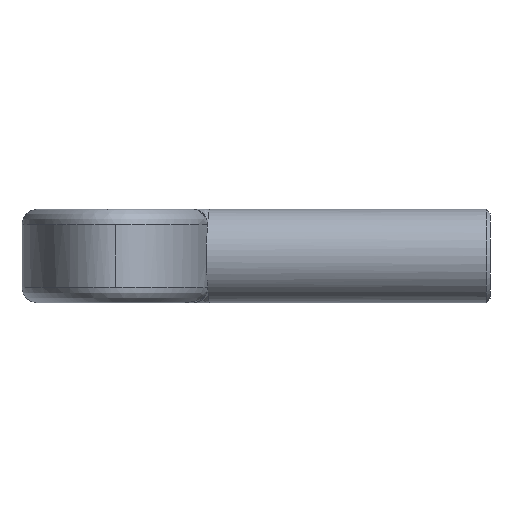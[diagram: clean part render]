
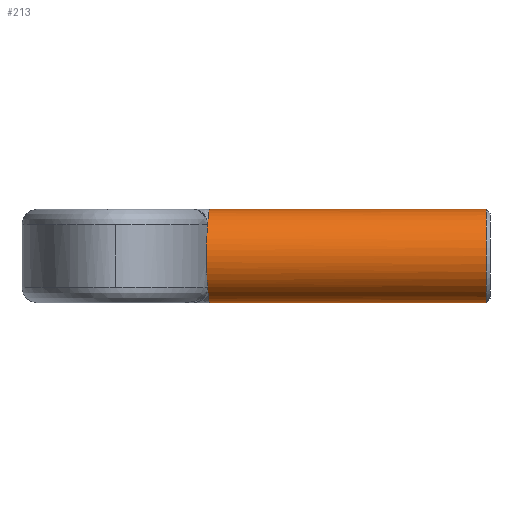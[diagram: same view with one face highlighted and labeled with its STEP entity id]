
A CAD part, front view. The second image highlights one B-rep face of the part: STEP entity #213.
In plain terms, the highlighted cylindrical face has radius 3 mm (diameter 6 mm), a partial arc.
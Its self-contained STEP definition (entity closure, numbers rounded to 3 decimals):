
#5 = B_SPLINE_CURVE_WITH_KNOTS ( 'NONE', 3,
 ( #1282, #363, #232, #210, #1345, #1017, #316, #1025, #661, #13, #1328, #999, #1213, #332, #668, #1111 ),
 .UNSPECIFIED., .F., .F.,
 ( 4, 2, 2, 2, 2, 2, 2, 4 ),
 ( 0.003, 0.004, 0.004, 0.005, 0.005, 0.006, 0.006, 0.007 ),
 .UNSPECIFIED. ) ;
#13 = CARTESIAN_POINT ( 'NONE',  ( 5.82, -2.917, -0.726 ) ) ;
#59 = DIRECTION ( 'NONE',  ( -1., 0., 0. ) ) ;
#61 = CARTESIAN_POINT ( 'NONE',  ( 5.947, -1.599, 2.547 ) ) ;
#68 = CARTESIAN_POINT ( 'NONE',  ( 5.986, -0.833, -2.89 ) ) ;
#138 = VERTEX_POINT ( 'NONE', #1204 ) ;
#150 = CARTESIAN_POINT ( 'NONE',  ( 5.978, -1.035, 2.824 ) ) ;
#154 = CARTESIAN_POINT ( 'NONE',  ( 6., -0.21, -3. ) ) ;
#158 = CARTESIAN_POINT ( 'NONE',  ( 24., 0., 3. ) ) ;
#167 = CARTESIAN_POINT ( 'NONE',  ( 5.947, -1.601, -2.546 ) ) ;
#201 = VERTEX_POINT ( 'NONE', #1292 ) ;
#210 = CARTESIAN_POINT ( 'NONE',  ( 5.826, -2.867, 0.902 ) ) ;
#213 = ADVANCED_FACE ( 'NONE', ( #992 ), #872, .T. ) ;
#232 = CARTESIAN_POINT ( 'NONE',  ( 5.85, -2.672, 1.411 ) ) ;
#273 = CARTESIAN_POINT ( 'NONE',  ( 6., -0.213, 3. ) ) ;
#293 = AXIS2_PLACEMENT_3D ( 'NONE', #347, #798, #1023 ) ;
#301 = CARTESIAN_POINT ( 'NONE',  ( 24., 0., 0. ) ) ;
#316 = CARTESIAN_POINT ( 'NONE',  ( 5.809, -3., 0.182 ) ) ;
#332 = CARTESIAN_POINT ( 'NONE',  ( 5.872, -2.466, -1.718 ) ) ;
#347 = CARTESIAN_POINT ( 'NONE',  ( 23.75, 0., 0. ) ) ;
#363 = CARTESIAN_POINT ( 'NONE',  ( 5.872, -2.478, 1.73 ) ) ;
#382 = CARTESIAN_POINT ( 'NONE',  ( 5.959, -1.418, 2.652 ) ) ;
#390 = CARTESIAN_POINT ( 'NONE',  ( 5.959, -1.418, -2.652 ) ) ;
#395 = VECTOR ( 'NONE', #1103, 1000. ) ;
#413 = EDGE_CURVE ( 'NONE', #485, #138, #716, .T. ) ;
#415 = VERTEX_POINT ( 'NONE', #1278 ) ;
#456 = CARTESIAN_POINT ( 'NONE',  ( 24., 0., -3. ) ) ;
#482 = EDGE_CURVE ( 'NONE', #201, #415, #1157, .T. ) ;
#485 = VERTEX_POINT ( 'NONE', #537 ) ;
#490 = CARTESIAN_POINT ( 'NONE',  ( 6., 0., -3. ) ) ;
#534 = ORIENTED_EDGE ( 'NONE', *, *, #1209, .F. ) ;
#537 = CARTESIAN_POINT ( 'NONE',  ( 5.895, -2.236, -2. ) ) ;
#542 = EDGE_CURVE ( 'NONE', #682, #782, #1372, .T. ) ;
#628 = CARTESIAN_POINT ( 'NONE',  ( 5.997, -0.421, 2.978 ) ) ;
#646 = ORIENTED_EDGE ( 'NONE', *, *, #542, .T. ) ;
#654 = DIRECTION ( 'NONE',  ( -1., 0., 0. ) ) ;
#661 = CARTESIAN_POINT ( 'NONE',  ( 5.812, -2.983, -0.366 ) ) ;
#668 = CARTESIAN_POINT ( 'NONE',  ( 5.883, -2.358, -1.864 ) ) ;
#678 = EDGE_CURVE ( 'NONE', #782, #201, #1060, .T. ) ;
#682 = VERTEX_POINT ( 'NONE', #739 ) ;
#709 = ORIENTED_EDGE ( 'NONE', *, *, #482, .T. ) ;
#716 = B_SPLINE_CURVE_WITH_KNOTS ( 'NONE', 3,
 ( #850, #1160, #1155, #167, #390, #1389, #68, #845, #154, #490 ),
 .UNSPECIFIED., .F., .F.,
 ( 4, 2, 2, 2, 4 ),
 ( 0.007, 0.008, 0.008, 0.009, 0.009 ),
 .UNSPECIFIED. ) ;
#735 = CARTESIAN_POINT ( 'NONE',  ( 5.922, -1.94, 2.298 ) ) ;
#739 = CARTESIAN_POINT ( 'NONE',  ( 23.75, 0., -3. ) ) ;
#782 = VERTEX_POINT ( 'NONE', #834 ) ;
#788 = ORIENTED_EDGE ( 'NONE', *, *, #678, .T. ) ;
#798 = DIRECTION ( 'NONE',  ( -1., 0., 0. ) ) ;
#824 = AXIS2_PLACEMENT_3D ( 'NONE', #301, #654, #1093 ) ;
#834 = CARTESIAN_POINT ( 'NONE',  ( 23.75, 0., 3. ) ) ;
#845 = CARTESIAN_POINT ( 'NONE',  ( 5.997, -0.423, -2.977 ) ) ;
#850 = CARTESIAN_POINT ( 'NONE',  ( 5.895, -2.236, -2. ) ) ;
#872 = CYLINDRICAL_SURFACE ( 'NONE', #824, 3. ) ;
#881 = LINE ( 'NONE', #456, #395 ) ;
#957 = CARTESIAN_POINT ( 'NONE',  ( 5.908, -2.097, 2.156 ) ) ;
#992 = FACE_OUTER_BOUND ( 'NONE', #1034, .T. ) ;
#997 = ORIENTED_EDGE ( 'NONE', *, *, #1189, .T. ) ;
#999 = CARTESIAN_POINT ( 'NONE',  ( 5.842, -2.737, -1.241 ) ) ;
#1017 = CARTESIAN_POINT ( 'NONE',  ( 5.812, -2.984, 0.364 ) ) ;
#1023 = DIRECTION ( 'NONE',  ( 0., 0., -1. ) ) ;
#1025 = CARTESIAN_POINT ( 'NONE',  ( 5.809, -3., -0.182 ) ) ;
#1034 = EDGE_LOOP ( 'NONE', ( #534, #646, #788, #709, #997, #1414 ) ) ;
#1044 = CARTESIAN_POINT ( 'NONE',  ( 5.895, -2.236, 2. ) ) ;
#1051 = CARTESIAN_POINT ( 'NONE',  ( 5.986, -0.831, 2.89 ) ) ;
#1060 = LINE ( 'NONE', #158, #1327 ) ;
#1062 = CARTESIAN_POINT ( 'NONE',  ( 6., 0., 3. ) ) ;
#1093 = DIRECTION ( 'NONE',  ( 0., 0., 1. ) ) ;
#1103 = DIRECTION ( 'NONE',  ( -1., 0., 0. ) ) ;
#1111 = CARTESIAN_POINT ( 'NONE',  ( 5.895, -2.236, -2. ) ) ;
#1155 = CARTESIAN_POINT ( 'NONE',  ( 5.922, -1.938, -2.299 ) ) ;
#1157 = B_SPLINE_CURVE_WITH_KNOTS ( 'NONE', 3,
 ( #1062, #273, #628, #1051, #150, #382, #61, #735, #957, #1044 ),
 .UNSPECIFIED., .F., .F.,
 ( 4, 2, 2, 2, 4 ),
 ( 0., 0.001, 0.001, 0.002, 0.003 ),
 .UNSPECIFIED. ) ;
#1160 = CARTESIAN_POINT ( 'NONE',  ( 5.908, -2.096, -2.157 ) ) ;
#1189 = EDGE_CURVE ( 'NONE', #415, #485, #5, .T. ) ;
#1204 = CARTESIAN_POINT ( 'NONE',  ( 6., 0., -3. ) ) ;
#1209 = EDGE_CURVE ( 'NONE', #682, #138, #881, .T. ) ;
#1213 = CARTESIAN_POINT ( 'NONE',  ( 5.851, -2.656, -1.408 ) ) ;
#1278 = CARTESIAN_POINT ( 'NONE',  ( 5.895, -2.236, 2. ) ) ;
#1282 = CARTESIAN_POINT ( 'NONE',  ( 5.895, -2.236, 2. ) ) ;
#1292 = CARTESIAN_POINT ( 'NONE',  ( 6., 0., 3. ) ) ;
#1327 = VECTOR ( 'NONE', #59, 1000. ) ;
#1328 = CARTESIAN_POINT ( 'NONE',  ( 5.826, -2.867, -0.9 ) ) ;
#1345 = CARTESIAN_POINT ( 'NONE',  ( 5.82, -2.917, 0.724 ) ) ;
#1372 = CIRCLE ( 'NONE', #293, 3. ) ;
#1389 = CARTESIAN_POINT ( 'NONE',  ( 5.979, -1.032, -2.825 ) ) ;
#1414 = ORIENTED_EDGE ( 'NONE', *, *, #413, .T. ) ;
